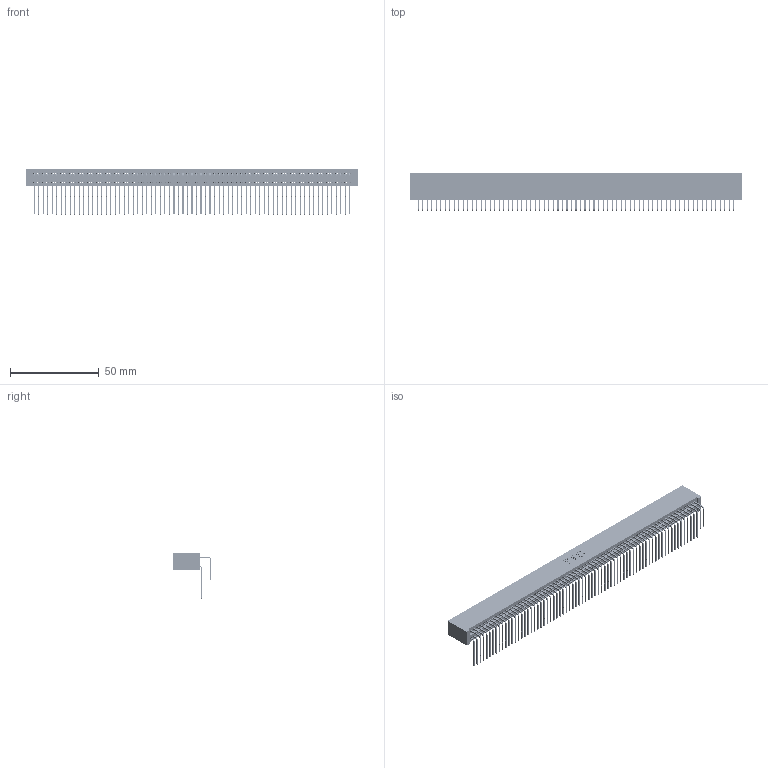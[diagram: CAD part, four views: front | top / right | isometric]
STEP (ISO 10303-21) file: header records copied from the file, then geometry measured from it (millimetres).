
FILE_DESCRIPTION (( 'STEP AP203' ), '1' );
FILE_NAME ('345-142-558-201.STEP', '2018-10-22T13:51:35', ( '' ), ( '' ), 'SwSTEP 2.0', 'SolidWorks 2016', '' );
FILE_SCHEMA (( 'CONFIG_CONTROL_DESIGN' ));
Length unit declared in the file: inch
Products named in the file (4): 345-292-001_558 Tail - 2; 345-292-001_558 559 Tail - 1; 345-142-558-201; 345 Part_No Mounting Lugs
Assembly tree (143 placements, depth 2):
  345-142-558-201
    345 Part_No Mounting Lugs
    345-292-001_558 559 Tail - 1  x71
    345-292-001_558 Tail - 2  x71
Bounding box: 186.94 x 21.83 x 25.53 mm (x, y, z)
Volume: 19864.2 mm3; surface area: 34079.5 mm2
Topology: 143 solids, 143 shells, 7502 faces, 22327 edges, 14694 vertices
Faces by surface type: plane 5046, cylinder 2456
Entity records: 53179 total; most frequent: CARTESIAN_POINT 8931, ORIENTED_EDGE 8814, DIRECTION 7807, EDGE_CURVE 4407, LINE 3959, VECTOR 3959, VERTEX_POINT 2934, AXIS2_PLACEMENT_3D 1924
